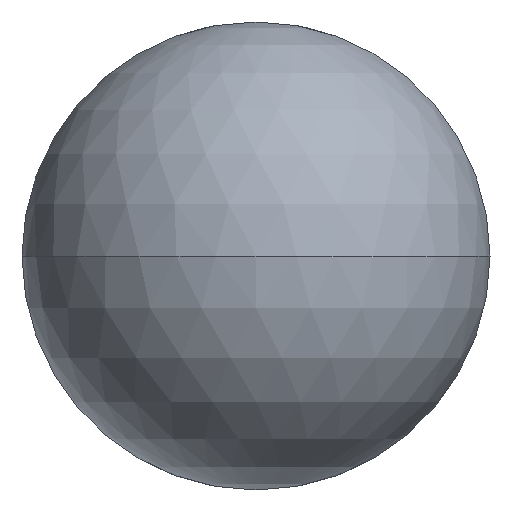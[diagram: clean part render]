
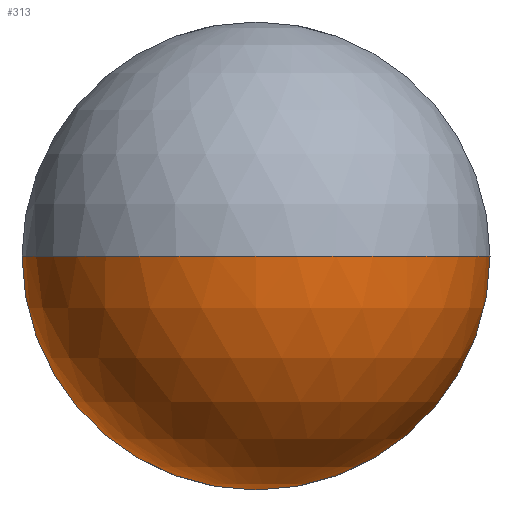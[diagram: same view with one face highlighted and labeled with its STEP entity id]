
A CAD part, front view. The second image highlights one B-rep face of the part: STEP entity #313.
In plain terms, the highlighted spherical face has radius 6.35 mm.
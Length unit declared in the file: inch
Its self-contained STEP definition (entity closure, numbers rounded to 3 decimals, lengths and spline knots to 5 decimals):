
#11 = DIRECTION ( 'NONE',  ( 0., 0., -1. ) ) ;
#13 = DIRECTION ( 'NONE',  ( 0., 0., -1. ) ) ;
#20 = DIRECTION ( 'NONE',  ( 0., 0., -1. ) ) ;
#38 = CIRCLE ( 'NONE', #349, 0.25 ) ;
#39 = EDGE_CURVE ( 'NONE', #137, #490, #253, .T. ) ;
#61 = DIRECTION ( 'NONE',  ( 0., -1., 0. ) ) ;
#62 = VERTEX_POINT ( 'NONE', #494 ) ;
#63 = EDGE_CURVE ( 'NONE', #62, #213, #464, .T. ) ;
#76 = EDGE_CURVE ( 'NONE', #62, #490, #38, .T. ) ;
#77 = AXIS2_PLACEMENT_3D ( 'NONE', #374, #61, #11 ) ;
#94 = DIRECTION ( 'NONE',  ( 0., 0., 1. ) ) ;
#103 = SPHERICAL_SURFACE ( 'NONE', #154, 0.25 ) ;
#105 = CARTESIAN_POINT ( 'NONE',  ( 0.25, 0.25, 0. ) ) ;
#133 = CARTESIAN_POINT ( 'NONE',  ( 0., 0.25, 0. ) ) ;
#137 = VERTEX_POINT ( 'NONE', #105 ) ;
#139 = DIRECTION ( 'NONE',  ( 0., 0., -1. ) ) ;
#145 = FACE_OUTER_BOUND ( 'NONE', #419, .T. ) ;
#152 = CARTESIAN_POINT ( 'NONE',  ( 0., 0., 0. ) ) ;
#154 = AXIS2_PLACEMENT_3D ( 'NONE', #508, #20, #257 ) ;
#159 = ORIENTED_EDGE ( 'NONE', *, *, #76, .F. ) ;
#183 = CARTESIAN_POINT ( 'NONE',  ( 0., 0.25, 0. ) ) ;
#213 = VERTEX_POINT ( 'NONE', #485 ) ;
#249 = DIRECTION ( 'NONE',  ( -1., 0., 0. ) ) ;
#253 = CIRCLE ( 'NONE', #422, 0.25 ) ;
#257 = DIRECTION ( 'NONE',  ( -1., 0., 0. ) ) ;
#289 = DIRECTION ( 'NONE',  ( 1., 0., 0. ) ) ;
#297 = CARTESIAN_POINT ( 'NONE',  ( 0., 0.25, 0. ) ) ;
#301 = CIRCLE ( 'NONE', #77, 0.25 ) ;
#313 = ADVANCED_FACE ( 'NONE', ( #145 ), #103, .T. ) ;
#349 = AXIS2_PLACEMENT_3D ( 'NONE', #297, #94, #289 ) ;
#356 = ORIENTED_EDGE ( 'NONE', *, *, #63, .T. ) ;
#374 = CARTESIAN_POINT ( 'NONE',  ( 0., 0.25, 0. ) ) ;
#403 = ORIENTED_EDGE ( 'NONE', *, *, #507, .T. ) ;
#419 = EDGE_LOOP ( 'NONE', ( #356, #403, #441, #159 ) ) ;
#422 = AXIS2_PLACEMENT_3D ( 'NONE', #183, #13, #249 ) ;
#441 = ORIENTED_EDGE ( 'NONE', *, *, #39, .T. ) ;
#454 = DIRECTION ( 'NONE',  ( 0., -1., 0. ) ) ;
#464 = CIRCLE ( 'NONE', #519, 0.25 ) ;
#485 = CARTESIAN_POINT ( 'NONE',  ( 0., 0.25, -0.25 ) ) ;
#490 = VERTEX_POINT ( 'NONE', #152 ) ;
#494 = CARTESIAN_POINT ( 'NONE',  ( -0.25, 0.25, 0. ) ) ;
#507 = EDGE_CURVE ( 'NONE', #213, #137, #301, .T. ) ;
#508 = CARTESIAN_POINT ( 'NONE',  ( 0., 0.25, 0. ) ) ;
#519 = AXIS2_PLACEMENT_3D ( 'NONE', #133, #454, #139 ) ;
